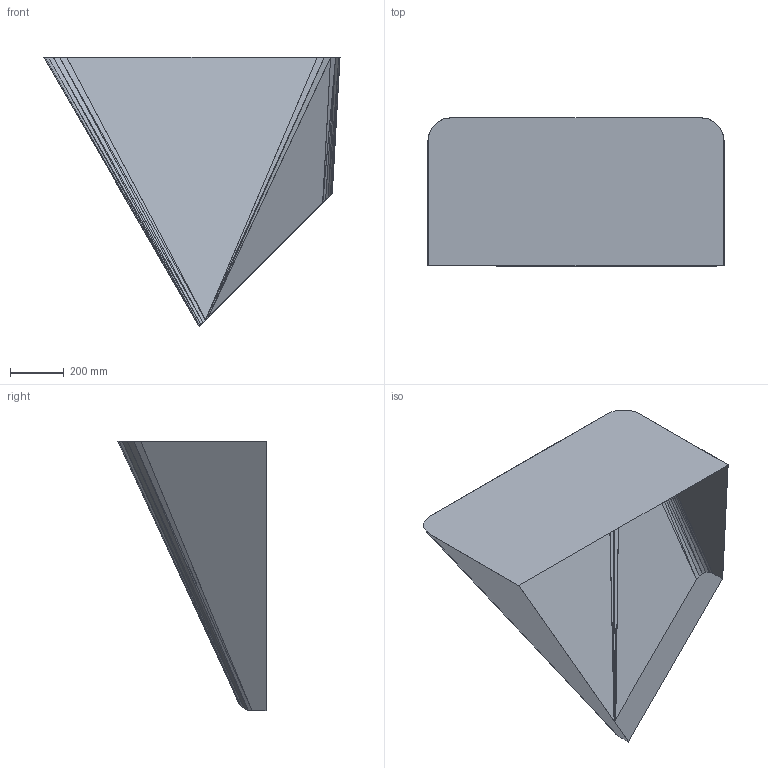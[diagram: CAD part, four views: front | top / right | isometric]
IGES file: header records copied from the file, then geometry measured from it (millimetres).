
Global section: file name: Trichter1.2_inventor; native system: Autodesk Inventor 2014; preprocessor: unknown; author: sfl; date: 20140925.131943; units: millimetre
Bounding box: 1100 x 550 x 999.53 mm (x, y, z)
Volume: 644724.4 mm3; surface area: 3253199.7 mm2
Topology: 1 solids, 1 shells, 172 faces, 348 edges, 180 vertices
Faces by surface type: bspline 170, plane 2
